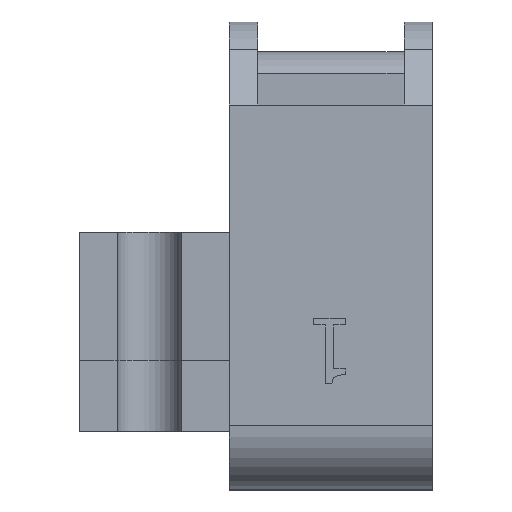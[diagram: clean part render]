
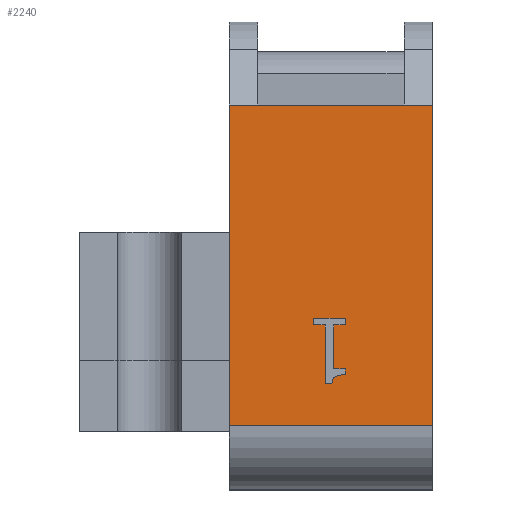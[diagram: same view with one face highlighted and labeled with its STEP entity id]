
A CAD part, left-side view. The second image highlights one B-rep face of the part: STEP entity #2240.
In plain terms, the highlighted planar face has unit normal (-1, 0, 0).
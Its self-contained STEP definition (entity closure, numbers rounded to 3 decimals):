
#179=CARTESIAN_POINT('',(-133.2,0.529,9.94));
#180=VERTEX_POINT('',#179);
#187=CARTESIAN_POINT('',(-133.2,-0.104,9.94));
#188=VERTEX_POINT('',#187);
#189=CARTESIAN_POINT('',(-133.2,-0.104,9.94));
#190=DIRECTION('',(0.0,1.0,0.0));
#191=VECTOR('',#190,0.633);
#192=LINE('',#189,#191);
#193=EDGE_CURVE('',#188,#180,#192,.T.);
#210=CARTESIAN_POINT('',(-133.2,0.529,15.437));
#211=VERTEX_POINT('',#210);
#218=CARTESIAN_POINT('',(-133.2,0.529,9.94));
#219=DIRECTION('',(0.0,0.0,1.0));
#220=VECTOR('',#219,5.497);
#221=LINE('',#218,#220);
#222=EDGE_CURVE('',#180,#211,#221,.T.);
#234=CARTESIAN_POINT('',(-133.2,1.612,15.437));
#235=VERTEX_POINT('',#234);
#242=CARTESIAN_POINT('',(-133.2,0.529,15.437));
#243=DIRECTION('',(0.0,1.0,0.0));
#244=VECTOR('',#243,1.083);
#245=LINE('',#242,#244);
#246=EDGE_CURVE('',#211,#235,#245,.T.);
#258=CARTESIAN_POINT('',(-133.2,1.612,16.06));
#259=VERTEX_POINT('',#258);
#266=CARTESIAN_POINT('',(-133.2,1.612,15.437));
#267=DIRECTION('',(0.0,0.0,1.0));
#268=VECTOR('',#267,0.623);
#269=LINE('',#266,#268);
#270=EDGE_CURVE('',#235,#259,#269,.T.);
#282=CARTESIAN_POINT('',(-133.2,-1.364,16.06));
#283=VERTEX_POINT('',#282);
#290=CARTESIAN_POINT('',(-133.2,1.612,16.06));
#291=DIRECTION('',(0.0,-1.0,0.0));
#292=VECTOR('',#291,2.976);
#293=LINE('',#290,#292);
#294=EDGE_CURVE('',#259,#283,#293,.T.);
#306=CARTESIAN_POINT('',(-133.2,-1.364,15.437));
#307=VERTEX_POINT('',#306);
#314=CARTESIAN_POINT('',(-133.2,-1.364,16.06));
#315=DIRECTION('',(0.0,0.0,-1.0));
#316=VECTOR('',#315,0.623);
#317=LINE('',#314,#316);
#318=EDGE_CURVE('',#283,#307,#317,.T.);
#330=CARTESIAN_POINT('',(-133.2,-0.257,15.437));
#331=VERTEX_POINT('',#330);
#338=CARTESIAN_POINT('',(-133.2,-1.364,15.437));
#339=DIRECTION('',(0.0,1.0,0.0));
#340=VECTOR('',#339,1.107);
#341=LINE('',#338,#340);
#342=EDGE_CURVE('',#307,#331,#341,.T.);
#354=CARTESIAN_POINT('',(-133.2,-0.257,11.349));
#355=VERTEX_POINT('',#354);
#362=CARTESIAN_POINT('',(-133.2,-0.257,15.437));
#363=DIRECTION('',(0.0,0.0,-1.0));
#364=VECTOR('',#363,4.088);
#365=LINE('',#362,#364);
#366=EDGE_CURVE('',#331,#355,#365,.T.);
#378=CARTESIAN_POINT('',(-133.2,-1.364,11.349));
#379=VERTEX_POINT('',#378);
#386=CARTESIAN_POINT('',(-133.2,-0.257,11.349));
#387=DIRECTION('',(0.0,-1.0,0.0));
#388=VECTOR('',#387,1.107);
#389=LINE('',#386,#388);
#390=EDGE_CURVE('',#355,#379,#389,.T.);
#402=CARTESIAN_POINT('',(-133.2,-1.364,10.79));
#403=VERTEX_POINT('',#402);
#410=CARTESIAN_POINT('',(-133.2,-1.364,11.349));
#411=DIRECTION('',(0.0,0.0,-1.0));
#412=VECTOR('',#411,0.559);
#413=LINE('',#410,#412);
#414=EDGE_CURVE('',#379,#403,#413,.T.);
#431=CARTESIAN_POINT('',(-133.2,-1.364,10.79));
#432=CARTESIAN_POINT('',(-133.2,-0.737,10.79));
#433=CARTESIAN_POINT('',(-133.2,-0.143,10.434));
#434=CARTESIAN_POINT('',(-133.2,-0.104,9.94));
#435=QUASI_UNIFORM_CURVE('',2,(#431,#432,#433,#434),.UNSPECIFIED.,.F.,.U.);
#436=EDGE_CURVE('',#403,#188,#435,.T.);
#2188=CARTESIAN_POINT('',(-133.2,0.0,36.));
#2189=DIRECTION('',(-1.0,0.0,0.0));
#2190=DIRECTION('',(0.0,0.0,1.0));
#2191=AXIS2_PLACEMENT_3D('',#2188,#2189,#2190);
#2192=PLANE('',#2191);
#2193=CARTESIAN_POINT('',(-133.2,9.5,36.));
#2194=VERTEX_POINT('',#2193);
#2195=CARTESIAN_POINT('',(-133.2,9.5,6.));
#2196=VERTEX_POINT('',#2195);
#2197=CARTESIAN_POINT('',(-133.2,9.5,36.));
#2198=DIRECTION('',(0.0,0.0,-1.0));
#2199=VECTOR('',#2198,30.);
#2200=LINE('',#2197,#2199);
#2201=EDGE_CURVE('',#2194,#2196,#2200,.T.);
#2202=ORIENTED_EDGE('',*,*,#2201,.T.);
#2203=CARTESIAN_POINT('',(-133.2,-9.5,6.));
#2204=VERTEX_POINT('',#2203);
#2205=CARTESIAN_POINT('',(-133.2,-9.5,6.));
#2206=DIRECTION('',(0.0,1.0,0.0));
#2207=VECTOR('',#2206,19.0);
#2208=LINE('',#2205,#2207);
#2209=EDGE_CURVE('',#2204,#2196,#2208,.T.);
#2210=ORIENTED_EDGE('',*,*,#2209,.F.);
#2211=CARTESIAN_POINT('',(-133.2,-9.5,36.));
#2212=VERTEX_POINT('',#2211);
#2213=CARTESIAN_POINT('',(-133.2,-9.5,6.));
#2214=DIRECTION('',(0.0,0.0,1.0));
#2215=VECTOR('',#2214,30.);
#2216=LINE('',#2213,#2215);
#2217=EDGE_CURVE('',#2204,#2212,#2216,.T.);
#2218=ORIENTED_EDGE('',*,*,#2217,.T.);
#2219=CARTESIAN_POINT('',(-133.2,9.5,36.));
#2220=DIRECTION('',(0.0,-1.0,0.0));
#2221=VECTOR('',#2220,19.0);
#2222=LINE('',#2219,#2221);
#2223=EDGE_CURVE('',#2194,#2212,#2222,.T.);
#2224=ORIENTED_EDGE('',*,*,#2223,.F.);
#2225=EDGE_LOOP('',(#2202,#2210,#2218,#2224));
#2226=FACE_OUTER_BOUND('',#2225,.T.);
#2227=ORIENTED_EDGE('',*,*,#193,.T.);
#2228=ORIENTED_EDGE('',*,*,#222,.T.);
#2229=ORIENTED_EDGE('',*,*,#246,.T.);
#2230=ORIENTED_EDGE('',*,*,#270,.T.);
#2231=ORIENTED_EDGE('',*,*,#294,.T.);
#2232=ORIENTED_EDGE('',*,*,#318,.T.);
#2233=ORIENTED_EDGE('',*,*,#342,.T.);
#2234=ORIENTED_EDGE('',*,*,#366,.T.);
#2235=ORIENTED_EDGE('',*,*,#390,.T.);
#2236=ORIENTED_EDGE('',*,*,#414,.T.);
#2237=ORIENTED_EDGE('',*,*,#436,.T.);
#2238=EDGE_LOOP('',(#2227,#2228,#2229,#2230,#2231,#2232,#2233,#2234,#2235,#2236,#2237));
#2239=FACE_BOUND('',#2238,.T.);
#2240=ADVANCED_FACE('',(#2226,#2239),#2192,.T.);
